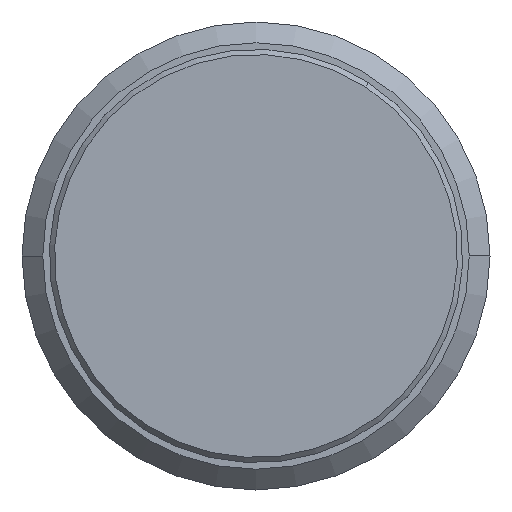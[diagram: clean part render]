
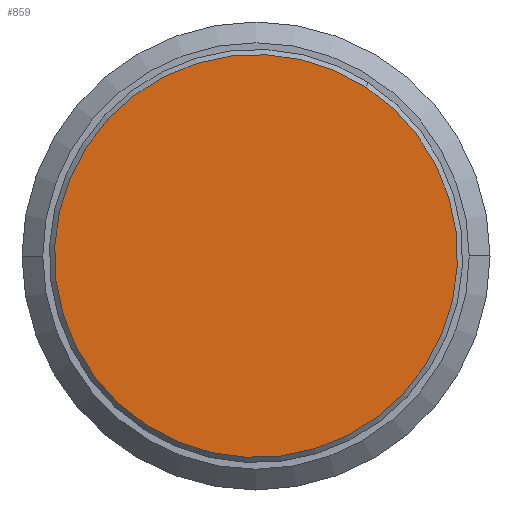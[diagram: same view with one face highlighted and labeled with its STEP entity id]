
A CAD part, left-side view. The second image highlights one B-rep face of the part: STEP entity #859.
In plain terms, the highlighted planar face has unit normal (-1, 0, 0).
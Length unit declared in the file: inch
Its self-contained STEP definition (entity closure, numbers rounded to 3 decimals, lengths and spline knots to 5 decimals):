
#7 = DIRECTION ( 'NONE',  ( 0., 0.545, -0.838 ) ) ;
#128 = PLANE ( 'NONE',  #327 ) ;
#276 = ORIENTED_EDGE ( 'NONE', *, *, #1785, .F. ) ;
#327 = AXIS2_PLACEMENT_3D ( 'NONE', #1124, #1735, #7 ) ;
#465 = CARTESIAN_POINT ( 'NONE',  ( -0.31496, 0.1663, -0.25581 ) ) ;
#506 = DIRECTION ( 'NONE',  ( 0., 0.545, -0.838 ) ) ;
#576 = ORIENTED_EDGE ( 'NONE', *, *, #1641, .F. ) ;
#740 = CIRCLE ( 'NONE', #1815, 0.30512 ) ;
#824 = CARTESIAN_POINT ( 'NONE',  ( -0.31496, 0., 0. ) ) ;
#859 = ADVANCED_FACE ( 'NONE', ( #1297 ), #128, .F. ) ;
#911 = VERTEX_POINT ( 'NONE', #465 ) ;
#994 = CIRCLE ( 'NONE', #1096, 0.30512 ) ;
#1096 = AXIS2_PLACEMENT_3D ( 'NONE', #1282, #1908, #506 ) ;
#1124 = CARTESIAN_POINT ( 'NONE',  ( -0.31496, 0., 0. ) ) ;
#1156 = DIRECTION ( 'NONE',  ( 1., 0., 0. ) ) ;
#1282 = CARTESIAN_POINT ( 'NONE',  ( -0.31496, 0., 0. ) ) ;
#1283 = EDGE_LOOP ( 'NONE', ( #576, #276 ) ) ;
#1297 = FACE_OUTER_BOUND ( 'NONE', #1283, .T. ) ;
#1382 = VERTEX_POINT ( 'NONE', #1682 ) ;
#1641 = EDGE_CURVE ( 'NONE', #911, #1382, #994, .T. ) ;
#1682 = CARTESIAN_POINT ( 'NONE',  ( -0.31496, -0.1663, 0.25581 ) ) ;
#1735 = DIRECTION ( 'NONE',  ( 1., 0., 0. ) ) ;
#1785 = EDGE_CURVE ( 'NONE', #1382, #911, #740, .T. ) ;
#1815 = AXIS2_PLACEMENT_3D ( 'NONE', #824, #1156, #1920 ) ;
#1908 = DIRECTION ( 'NONE',  ( 1., 0., 0. ) ) ;
#1920 = DIRECTION ( 'NONE',  ( 0., 0.545, -0.838 ) ) ;
